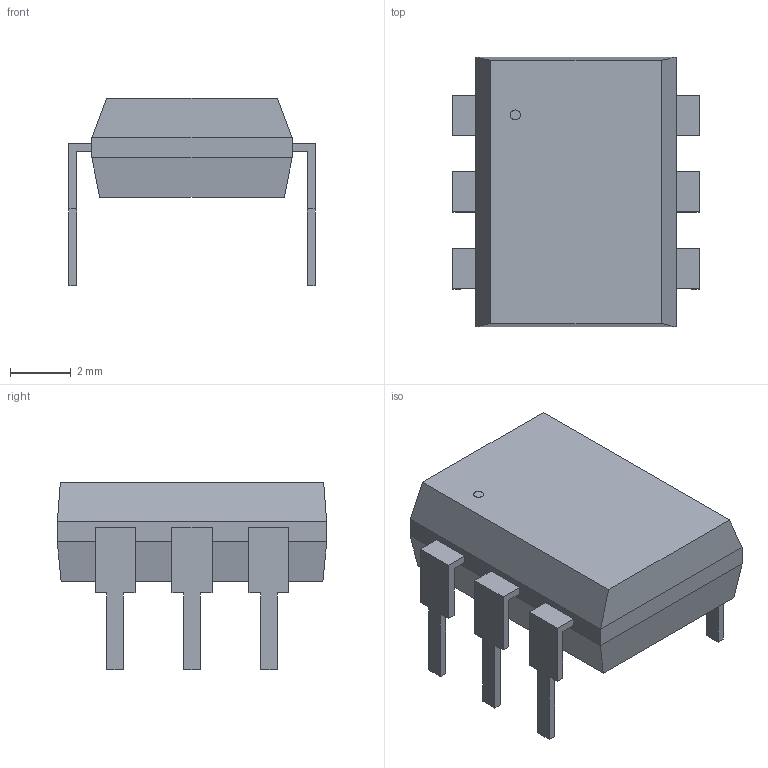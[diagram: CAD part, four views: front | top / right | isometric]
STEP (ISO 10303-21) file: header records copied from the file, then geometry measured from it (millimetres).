
FILE_DESCRIPTION(('STEP AP214'),'1');
FILE_NAME('PDIP6_8P89X6P60_ONS','2025-05-26T01:48:31',(''),(''),'','','');
FILE_SCHEMA(('AUTOMOTIVE_DESIGN'));
Length unit declared in the file: millimetre
Products named in the file (1): product
Bounding box: 8.13 x 8.89 x 6.2 mm (x, y, z)
Volume: 189.5 mm3; surface area: 281.8 mm2
Topology: 8 solids, 8 shells, 89 faces, 211 edges, 138 vertices
Faces by surface type: plane 88, cylinder 1
Full cylindrical faces by diameter (mm): 0.33 x1
Entity records: 2537 total; most frequent: ORIENTED_EDGE 420, DIRECTION 394, CARTESIAN_POINT 231, EDGE_CURVE 210, LINE 208, VECTOR 208, VERTEX_POINT 138, AXIS2_PLACEMENT_3D 93
